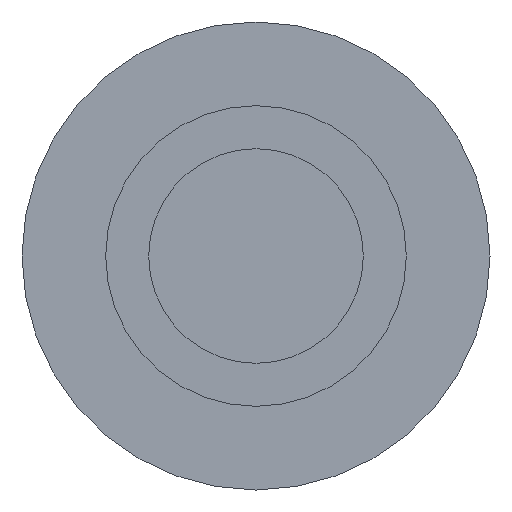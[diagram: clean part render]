
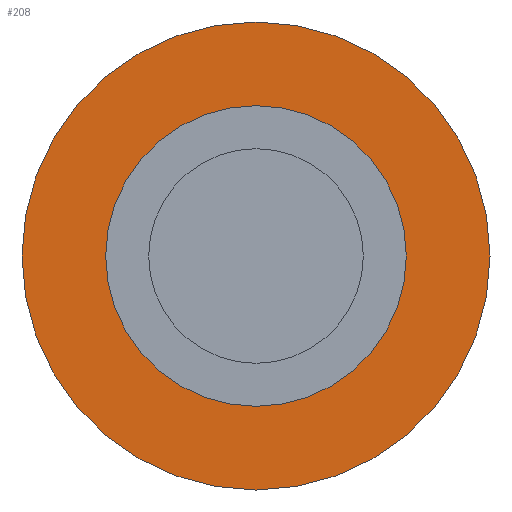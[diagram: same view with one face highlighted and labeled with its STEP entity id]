
A CAD part, left-side view. The second image highlights one B-rep face of the part: STEP entity #208.
In plain terms, the highlighted planar face has unit normal (-1, 0, 0).
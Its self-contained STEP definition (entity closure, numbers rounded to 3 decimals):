
#21 = ORIENTED_EDGE ( 'NONE', *, *, #28, .F. ) ;
#28 = EDGE_CURVE ( 'NONE', #919, #122, #1052, .T. ) ;
#77 = AXIS2_PLACEMENT_3D ( 'NONE', #1020, #288, #377 ) ;
#87 = CARTESIAN_POINT ( 'NONE',  ( 147.1, 0., -28. ) ) ;
#121 = EDGE_CURVE ( 'NONE', #122, #919, #443, .T. ) ;
#122 = VERTEX_POINT ( 'NONE', #87 ) ;
#144 = CARTESIAN_POINT ( 'NONE',  ( 147.1, 0., 0. ) ) ;
#192 = FACE_OUTER_BOUND ( 'NONE', #626, .T. ) ;
#208 = ADVANCED_FACE ( 'NONE', ( #1034, #192 ), #1021, .F. ) ;
#232 = CARTESIAN_POINT ( 'NONE',  ( 147.1, 0., 0. ) ) ;
#288 = DIRECTION ( 'NONE',  ( -1., 0., 0. ) ) ;
#377 = DIRECTION ( 'NONE',  ( 0., 0., 1. ) ) ;
#378 = AXIS2_PLACEMENT_3D ( 'NONE', #952, #456, #787 ) ;
#399 = DIRECTION ( 'NONE',  ( 0., 0., 1. ) ) ;
#439 = ORIENTED_EDGE ( 'NONE', *, *, #121, .F. ) ;
#442 = AXIS2_PLACEMENT_3D ( 'NONE', #232, #984, #993 ) ;
#443 = CIRCLE ( 'NONE', #867, 28. ) ;
#456 = DIRECTION ( 'NONE',  ( 1., 0., 0. ) ) ;
#520 = DIRECTION ( 'NONE',  ( -1., 0., 0. ) ) ;
#522 = CARTESIAN_POINT ( 'NONE',  ( 147.1, 0., 43.6 ) ) ;
#539 = CIRCLE ( 'NONE', #77, 43.6 ) ;
#575 = VERTEX_POINT ( 'NONE', #522 ) ;
#626 = EDGE_LOOP ( 'NONE', ( #963, #964 ) ) ;
#653 = VERTEX_POINT ( 'NONE', #785 ) ;
#655 = EDGE_CURVE ( 'NONE', #653, #575, #539, .T. ) ;
#689 = CARTESIAN_POINT ( 'NONE',  ( 147.1, 0., 0. ) ) ;
#717 = DIRECTION ( 'NONE',  ( -1., 0., 0. ) ) ;
#752 = CIRCLE ( 'NONE', #442, 43.6 ) ;
#758 = CARTESIAN_POINT ( 'NONE',  ( 147.1, 0., 28. ) ) ;
#764 = DIRECTION ( 'NONE',  ( 0., 0., 1. ) ) ;
#785 = CARTESIAN_POINT ( 'NONE',  ( 147.1, 0., -43.6 ) ) ;
#787 = DIRECTION ( 'NONE',  ( 0., 0., -1. ) ) ;
#854 = EDGE_LOOP ( 'NONE', ( #21, #439 ) ) ;
#867 = AXIS2_PLACEMENT_3D ( 'NONE', #689, #520, #764 ) ;
#919 = VERTEX_POINT ( 'NONE', #758 ) ;
#920 = AXIS2_PLACEMENT_3D ( 'NONE', #144, #717, #399 ) ;
#952 = CARTESIAN_POINT ( 'NONE',  ( 147.1, 0., -43.6 ) ) ;
#963 = ORIENTED_EDGE ( 'NONE', *, *, #975, .T. ) ;
#964 = ORIENTED_EDGE ( 'NONE', *, *, #655, .T. ) ;
#975 = EDGE_CURVE ( 'NONE', #575, #653, #752, .T. ) ;
#984 = DIRECTION ( 'NONE',  ( -1., 0., 0. ) ) ;
#993 = DIRECTION ( 'NONE',  ( 0., 0., 1. ) ) ;
#1020 = CARTESIAN_POINT ( 'NONE',  ( 147.1, 0., 0. ) ) ;
#1021 = PLANE ( 'NONE',  #378 ) ;
#1034 = FACE_BOUND ( 'NONE', #854, .T. ) ;
#1052 = CIRCLE ( 'NONE', #920, 28. ) ;
